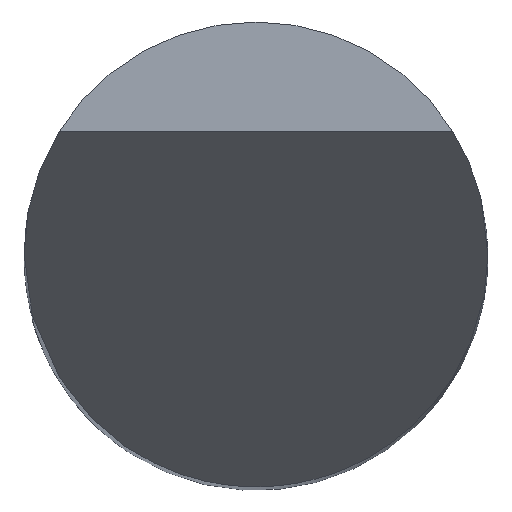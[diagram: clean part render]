
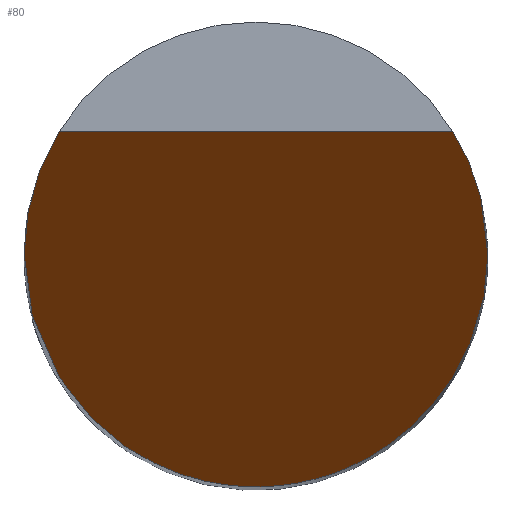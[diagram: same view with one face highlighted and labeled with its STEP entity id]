
A CAD part, top view. The second image highlights one B-rep face of the part: STEP entity #80.
In plain terms, the highlighted planar face has unit normal (0, -0.866, 0.5).
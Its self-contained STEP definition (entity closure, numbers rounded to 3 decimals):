
#50=PLANE('',#583);
#80=ADVANCED_FACE('',(#119),#50,.F.);
#119=FACE_OUTER_BOUND('',#148,.T.);
#148=EDGE_LOOP('',(#273,#274,#275,#276));
#184=LINE('',#929,#215);
#215=VECTOR('',#651,1.);
#273=ORIENTED_EDGE('',*,*,#436,.T.);
#274=ORIENTED_EDGE('',*,*,#449,.T.);
#275=ORIENTED_EDGE('',*,*,#438,.T.);
#276=ORIENTED_EDGE('',*,*,#463,.T.);
#387=VERTEX_POINT('',#798);
#388=VERTEX_POINT('',#803);
#389=VERTEX_POINT('',#805);
#390=VERTEX_POINT('',#810);
#436=EDGE_CURVE('',#388,#387,#526,.T.);
#438=EDGE_CURVE('',#390,#389,#527,.T.);
#449=EDGE_CURVE('',#387,#390,#531,.T.);
#463=EDGE_CURVE('',#389,#388,#184,.T.);
#526=(
BOUNDED_CURVE()
B_SPLINE_CURVE(3,(#799,#800,#801,#802),.UNSPECIFIED.,.F.,.F.)
B_SPLINE_CURVE_WITH_KNOTS((4,4),(0.,1.),.UNSPECIFIED.)
CURVE()
GEOMETRIC_REPRESENTATION_ITEM()
RATIONAL_B_SPLINE_CURVE((1.,0.974,0.974,1.))
REPRESENTATION_ITEM('')
);
#527=(
BOUNDED_CURVE()
B_SPLINE_CURVE(3,(#806,#807,#808,#809),.UNSPECIFIED.,.F.,.F.)
B_SPLINE_CURVE_WITH_KNOTS((4,4),(0.,1.),.UNSPECIFIED.)
CURVE()
GEOMETRIC_REPRESENTATION_ITEM()
RATIONAL_B_SPLINE_CURVE((1.,0.974,0.974,1.))
REPRESENTATION_ITEM('')
);
#531=(
BOUNDED_CURVE()
B_SPLINE_CURVE(3,(#864,#865,#866,#867),.UNSPECIFIED.,.F.,.F.)
B_SPLINE_CURVE_WITH_KNOTS((4,4),(0.,1.),.UNSPECIFIED.)
CURVE()
GEOMETRIC_REPRESENTATION_ITEM()
RATIONAL_B_SPLINE_CURVE((1.,0.333,0.333,1.))
REPRESENTATION_ITEM('')
);
#583=AXIS2_PLACEMENT_3D('',#931,#654,#655);
#651=DIRECTION('',(-1.,0.,0.));
#654=DIRECTION('',(0.,0.866,-0.5));
#655=DIRECTION('',(0.,0.5,0.866));
#798=CARTESIAN_POINT('',(-3.,0.,0.));
#799=CARTESIAN_POINT('',(-2.545,1.588,2.75));
#800=CARTESIAN_POINT('',(-2.844,1.108,1.92));
#801=CARTESIAN_POINT('',(-3.,0.565,0.979));
#802=CARTESIAN_POINT('',(-3.,0.,0.));
#803=CARTESIAN_POINT('',(-2.545,1.588,2.75));
#805=CARTESIAN_POINT('',(2.545,1.588,2.75));
#806=CARTESIAN_POINT('',(3.,0.,0.));
#807=CARTESIAN_POINT('',(3.,0.565,0.979));
#808=CARTESIAN_POINT('',(2.844,1.108,1.92));
#809=CARTESIAN_POINT('',(2.545,1.588,2.75));
#810=CARTESIAN_POINT('',(3.,0.,0.));
#864=CARTESIAN_POINT('',(-3.,0.,0.));
#865=CARTESIAN_POINT('',(-3.,-6.,-10.392));
#866=CARTESIAN_POINT('',(3.,-6.,-10.392));
#867=CARTESIAN_POINT('',(3.,0.,0.));
#929=CARTESIAN_POINT('',(0.,1.588,2.75));
#931=CARTESIAN_POINT('',(3.,-3.,-5.196));
